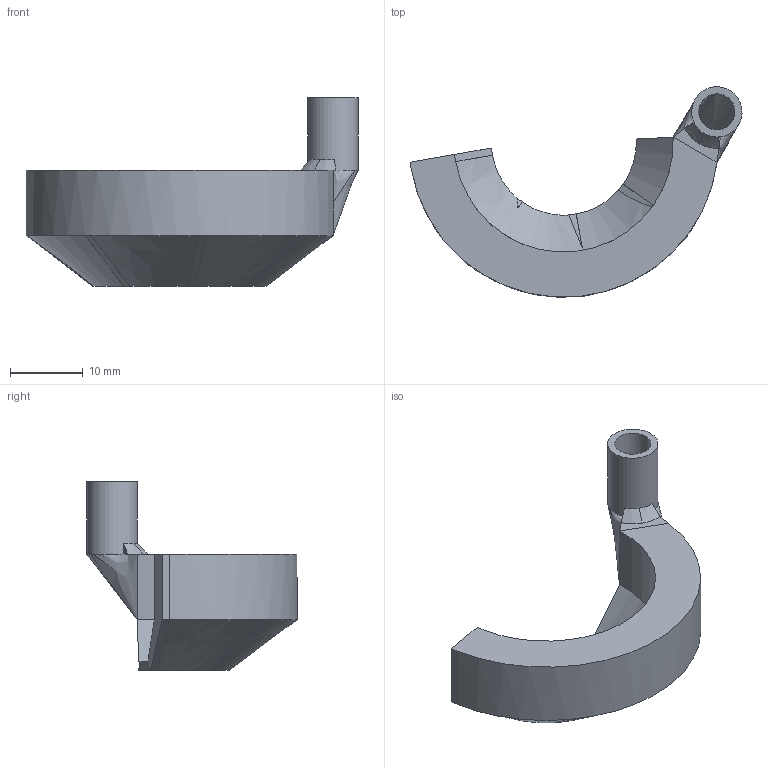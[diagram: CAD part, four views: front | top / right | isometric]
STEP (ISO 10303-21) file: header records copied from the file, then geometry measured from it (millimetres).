
FILE_DESCRIPTION(('FreeCAD Model'),'2;1');
FILE_NAME('Open CASCADE Shape Model','2023-06-13T17:26:59',(''),(''), 'Open CASCADE STEP processor 7.6','FreeCAD','Unknown');
FILE_SCHEMA(('AUTOMOTIVE_DESIGN { 1 0 10303 214 1 1 1 1 }'));
Length unit declared in the file: millimetre
Products named in the file (1): cooler_needle001
Bounding box: 45.78 x 29.01 x 26 mm (x, y, z)
Volume: 2125.2 mm3; surface area: 5043.3 mm2
Topology: 1 solids, 1 shells, 115 faces, 286 edges, 166 vertices
Faces by surface type: plane 69, bspline 19, cone 17, cylinder 8, torus 2
Full cylindrical faces by diameter (mm): 5 x1, 6.95 x1
Entity records: 9944 total; most frequent: CARTESIAN_POINT 4453, DIRECTION 945, ORIENTED_EDGE 572, PCURVE 572, DEFINITIONAL_REPRESENTATION 572, LINE 539, VECTOR 539, EDGE_CURVE 286
